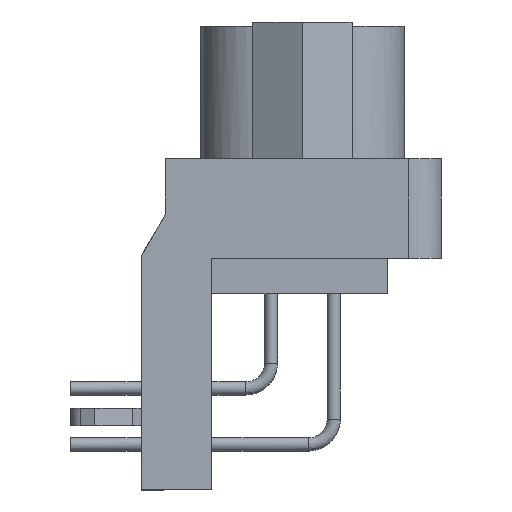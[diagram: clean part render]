
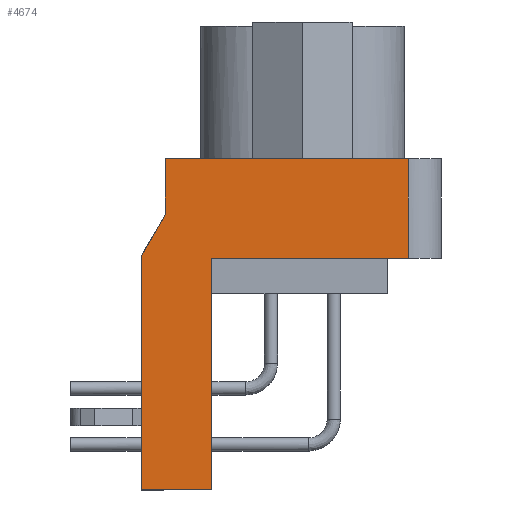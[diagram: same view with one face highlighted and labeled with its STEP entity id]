
A CAD part, left-side view. The second image highlights one B-rep face of the part: STEP entity #4674.
In plain terms, the highlighted free-form (B-spline) face has degree [1, 1] with [2, 2] control points.
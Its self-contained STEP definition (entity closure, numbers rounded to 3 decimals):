
#3991=CARTESIAN_POINT('V29',(-15.6,2.085,
   0.5));
#3992=VERTEX_POINT('V29',#3991);
#3998=CARTESIAN_POINT('V30',(-15.6,-8.915,
   0.5));
#3999=VERTEX_POINT('V30',#3998);
#4000=CARTESIAN_POINT('E41',(-15.6,-8.915,
   0.5));
#4001=CARTESIAN_POINT('E41',(-15.6,2.085,
   0.5));
#4002=B_SPLINE_CURVE_WITH_KNOTS('E41',1,(#4000,#4001),
   .POLYLINE_FORM.,.F.,.U.,(2,2),(0.0,22.0),.UNSPECIFIED.);
#4003=EDGE_CURVE('E41',#3999,#3992,#4002,.T.);
#4066=CARTESIAN_POINT('V85',(-15.6,2.085,
   -2.0));
#4067=VERTEX_POINT('V85',#4066);
#4068=CARTESIAN_POINT('E157',(-15.6,2.085,
   -2.0));
#4069=CARTESIAN_POINT('E157',(-15.6,2.085,
   0.5));
#4070=QUASI_UNIFORM_CURVE('E157',1,(#4068,#4069),.POLYLINE_FORM.,.F.,
   .U.);
#4071=EDGE_CURVE('E157',#4067,#3992,#4070,.T.);
#4103=CARTESIAN_POINT('V84',(-15.6,3.185,
   -3.905));
#4104=VERTEX_POINT('V84',#4103);
#4110=CARTESIAN_POINT('E113',(-15.6,2.085,
   -2.0));
#4111=CARTESIAN_POINT('E113',(-15.6,3.185,
   -3.905));
#4112=QUASI_UNIFORM_CURVE('E113',1,(#4110,#4111),.POLYLINE_FORM.,.F.,
   .U.);
#4113=EDGE_CURVE('E113',#4067,#4104,#4112,.T.);
#4450=CARTESIAN_POINT('V110',(-15.6,-0.015,
   -14.5));
#4451=VERTEX_POINT('V110',#4450);
#4478=CARTESIAN_POINT('V105',(-15.6,-0.015,
   -4.0));
#4479=VERTEX_POINT('V105',#4478);
#4485=CARTESIAN_POINT('E160',(-15.6,-0.015,
   -14.5));
#4486=CARTESIAN_POINT('E160',(-15.6,-0.015,
   -4.0));
#4487=QUASI_UNIFORM_CURVE('E160',1,(#4485,#4486),.POLYLINE_FORM.,.F.,
   .U.);
#4488=EDGE_CURVE('E160',#4451,#4479,#4487,.T.);
#4585=CARTESIAN_POINT('V104',(-15.6,-8.915,
   -4.0));
#4586=VERTEX_POINT('V104',#4585);
#4600=CARTESIAN_POINT('E145',(-15.6,-0.015,
   -4.0));
#4601=CARTESIAN_POINT('E145',(-15.6,-8.915,
   -4.0));
#4602=B_SPLINE_CURVE_WITH_KNOTS('E145',1,(#4600,#4601),
   .POLYLINE_FORM.,.F.,.U.,(2,2),(0.144,1.0),
   .UNSPECIFIED.);
#4603=EDGE_CURVE('E145',#4479,#4586,#4602,.T.);
#4638=CARTESIAN_POINT('E156',(-15.6,-8.915,
   0.5));
#4639=CARTESIAN_POINT('E156',(-15.6,-8.915,
   -4.0));
#4640=QUASI_UNIFORM_CURVE('E156',1,(#4638,#4639),.POLYLINE_FORM.,.F.,
   .U.);
#4641=EDGE_CURVE('E156',#3999,#4586,#4640,.T.);
#4649=CARTESIAN_POINT('F62',(-15.6,3.965,
   -15.325));
#4650=CARTESIAN_POINT('F62',(-15.6,-11.195,
   -15.325));
#4651=CARTESIAN_POINT('F62',(-15.6,3.965,
   0.825));
#4652=CARTESIAN_POINT('F62',(-15.6,-11.195,
   0.825));
#4653=QUASI_UNIFORM_SURFACE('F62',1,1,((#4649,#4651),(#4650,#4652))
,.PLANE_SURF.,.F.,.F.,.U.);
#4654=ORIENTED_EDGE('E156',*,*,#4641,.F.);
#4655=ORIENTED_EDGE('E41',*,*,#4003,.T.);
#4656=ORIENTED_EDGE('E157',*,*,#4071,.F.);
#4657=ORIENTED_EDGE('E113',*,*,#4113,.T.);
#4658=CARTESIAN_POINT('V109',(-15.6,3.185,
   -14.5));
#4659=VERTEX_POINT('V109',#4658);
#4660=CARTESIAN_POINT('E158',(-15.6,3.185,
   -3.905));
#4661=CARTESIAN_POINT('E158',(-15.6,3.185,
   -14.5));
#4662=QUASI_UNIFORM_CURVE('E158',1,(#4660,#4661),.POLYLINE_FORM.,.F.,
   .U.);
#4663=EDGE_CURVE('E158',#4104,#4659,#4662,.T.);
#4664=ORIENTED_EDGE('E158',*,*,#4663,.T.);
#4665=CARTESIAN_POINT('E159',(-15.6,3.185,
   -14.5));
#4666=CARTESIAN_POINT('E159',(-15.6,-0.015,
   -14.5));
#4667=QUASI_UNIFORM_CURVE('E159',1,(#4665,#4666),.POLYLINE_FORM.,.F.,
   .U.);
#4668=EDGE_CURVE('E159',#4659,#4451,#4667,.T.);
#4669=ORIENTED_EDGE('E159',*,*,#4668,.T.);
#4670=ORIENTED_EDGE('F124',*,*,#4488,.T.);
#4671=ORIENTED_EDGE('E145',*,*,#4603,.T.);
#4672=EDGE_LOOP('F62',(#4654,#4655,#4656,#4657,#4664,#4669,#4670,
   #4671));
#4673=FACE_OUTER_BOUND('F62',#4672,.T.);
#4674=ADVANCED_FACE('F62',(#4673),#4653,.T.);
